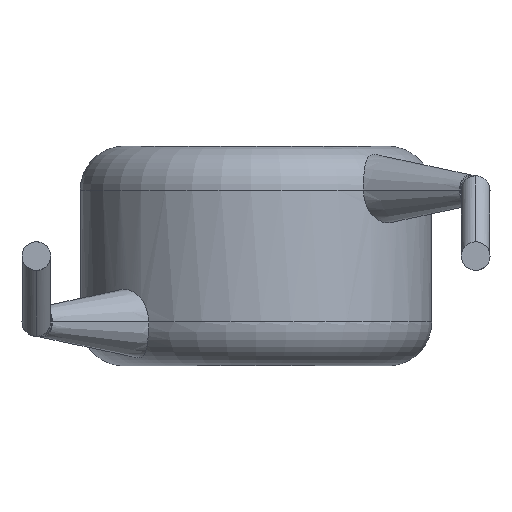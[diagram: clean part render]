
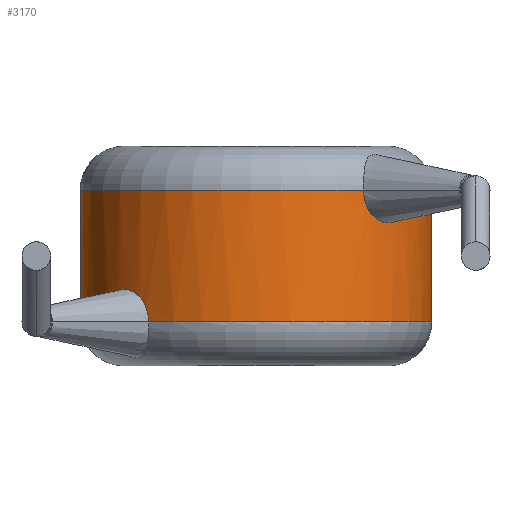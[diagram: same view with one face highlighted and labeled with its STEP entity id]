
A CAD part, front view. The second image highlights one B-rep face of the part: STEP entity #3170.
In plain terms, the highlighted cylindrical face has radius 4 mm (diameter 8 mm), a partial arc.
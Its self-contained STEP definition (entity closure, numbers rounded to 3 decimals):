
#2 = CARTESIAN_POINT ( 'NONE',  ( 3.124, -2.5, 3.274 ) ) ;
#13 = CARTESIAN_POINT ( 'NONE',  ( 2.458, -3.156, 3.803 ) ) ;
#46 = DIRECTION ( 'NONE',  ( 1., 0., 0. ) ) ;
#53 = CARTESIAN_POINT ( 'NONE',  ( -3.444, -2.035, 1.199 ) ) ;
#85 = ORIENTED_EDGE ( 'NONE', *, *, #3837, .F. ) ;
#97 = CIRCLE ( 'NONE', #2957, 4. ) ;
#175 = ORIENTED_EDGE ( 'NONE', *, *, #3350, .T. ) ;
#254 = B_SPLINE_CURVE_WITH_KNOTS ( 'NONE', 3,
 ( #2672, #2367, #1667, #3354, #2354, #407, #3944, #722, #386, #2380, #1722, #1401, #53, #1392 ),
 .UNSPECIFIED., .F., .F.,
 ( 4, 2, 2, 2, 2, 2, 4 ),
 ( 0., 0., 0.001, 0.001, 0.001, 0.002, 0.002 ),
 .UNSPECIFIED. ) ;
#328 = CARTESIAN_POINT ( 'NONE',  ( 2.442, -3.168, 4. ) ) ;
#386 = CARTESIAN_POINT ( 'NONE',  ( -3.124, -2.5, 1.726 ) ) ;
#407 = CARTESIAN_POINT ( 'NONE',  ( -2.724, -2.932, 1.665 ) ) ;
#427 = CYLINDRICAL_SURFACE ( 'NONE', #2748, 4. ) ;
#509 = CARTESIAN_POINT ( 'NONE',  ( 2.442, -3.168, 4. ) ) ;
#579 = AXIS2_PLACEMENT_3D ( 'NONE', #3335, #726, #3041 ) ;
#586 = CARTESIAN_POINT ( 'NONE',  ( -2.442, -3.168, 1. ) ) ;
#591 = DIRECTION ( 'NONE',  ( -1., 0., 0. ) ) ;
#618 = VERTEX_POINT ( 'NONE', #509 ) ;
#648 = CIRCLE ( 'NONE', #1122, 4. ) ;
#677 = CARTESIAN_POINT ( 'NONE',  ( 3.402, -2.108, 3.609 ) ) ;
#688 = CARTESIAN_POINT ( 'NONE',  ( 3.444, -2.035, 3.801 ) ) ;
#722 = CARTESIAN_POINT ( 'NONE',  ( -3.062, -2.576, 1.745 ) ) ;
#726 = DIRECTION ( 'NONE',  ( 0., 0., -1. ) ) ;
#776 = EDGE_CURVE ( 'NONE', #3212, #1988, #254, .T. ) ;
#833 = CARTESIAN_POINT ( 'NONE',  ( 4., 0., 4. ) ) ;
#853 = VERTEX_POINT ( 'NONE', #4049 ) ;
#861 = CARTESIAN_POINT ( 'NONE',  ( 4., 0., 5. ) ) ;
#990 = CARTESIAN_POINT ( 'NONE',  ( 2.867, -2.797, 3.255 ) ) ;
#1122 = AXIS2_PLACEMENT_3D ( 'NONE', #1291, #4247, #2633 ) ;
#1150 = DIRECTION ( 'NONE',  ( 0., 0., -1. ) ) ;
#1221 = CIRCLE ( 'NONE', #579, 4. ) ;
#1238 = EDGE_CURVE ( 'NONE', #3267, #1988, #97, .T. ) ;
#1290 = B_SPLINE_CURVE_WITH_KNOTS ( 'NONE', 3,
 ( #328, #2635, #13, #2976, #3602, #3613, #990, #2627, #2, #2609, #4240, #677, #688, #3290 ),
 .UNSPECIFIED., .F., .F.,
 ( 4, 2, 2, 2, 2, 2, 4 ),
 ( 0., 0., 0.001, 0.001, 0.001, 0.002, 0.002 ),
 .UNSPECIFIED. ) ;
#1291 = CARTESIAN_POINT ( 'NONE',  ( 0., 0., 4. ) ) ;
#1392 = CARTESIAN_POINT ( 'NONE',  ( -3.444, -2.035, 1. ) ) ;
#1401 = CARTESIAN_POINT ( 'NONE',  ( -3.402, -2.108, 1.391 ) ) ;
#1488 = DIRECTION ( 'NONE',  ( 0., 0., -1. ) ) ;
#1492 = AXIS2_PLACEMENT_3D ( 'NONE', #2359, #3013, #46 ) ;
#1590 = ORIENTED_EDGE ( 'NONE', *, *, #3979, .T. ) ;
#1610 = CARTESIAN_POINT ( 'NONE',  ( 4., 0., 1. ) ) ;
#1612 = VERTEX_POINT ( 'NONE', #2528 ) ;
#1667 = CARTESIAN_POINT ( 'NONE',  ( -2.458, -3.156, 1.197 ) ) ;
#1711 = EDGE_CURVE ( 'NONE', #1758, #4191, #1980, .T. ) ;
#1722 = CARTESIAN_POINT ( 'NONE',  ( -3.283, -2.286, 1.598 ) ) ;
#1758 = VERTEX_POINT ( 'NONE', #833 ) ;
#1857 = CARTESIAN_POINT ( 'NONE',  ( 0., 0., 1. ) ) ;
#1980 = LINE ( 'NONE', #861, #3275 ) ;
#1988 = VERTEX_POINT ( 'NONE', #2330 ) ;
#2165 = CARTESIAN_POINT ( 'NONE',  ( -4., 0., 1. ) ) ;
#2236 = EDGE_CURVE ( 'NONE', #1758, #1612, #648, .T. ) ;
#2237 = ORIENTED_EDGE ( 'NONE', *, *, #1711, .F. ) ;
#2330 = CARTESIAN_POINT ( 'NONE',  ( -3.444, -2.035, 1. ) ) ;
#2354 = CARTESIAN_POINT ( 'NONE',  ( -2.564, -3.071, 1.46 ) ) ;
#2359 = CARTESIAN_POINT ( 'NONE',  ( 0., 0., 1. ) ) ;
#2367 = CARTESIAN_POINT ( 'NONE',  ( -2.442, -3.168, 1.099 ) ) ;
#2380 = CARTESIAN_POINT ( 'NONE',  ( -3.235, -2.354, 1.652 ) ) ;
#2414 = ORIENTED_EDGE ( 'NONE', *, *, #776, .F. ) ;
#2460 = CARTESIAN_POINT ( 'NONE',  ( -4., 0., 5. ) ) ;
#2528 = CARTESIAN_POINT ( 'NONE',  ( 3.444, -2.035, 4. ) ) ;
#2609 = CARTESIAN_POINT ( 'NONE',  ( 3.235, -2.354, 3.348 ) ) ;
#2627 = CARTESIAN_POINT ( 'NONE',  ( 3.062, -2.576, 3.255 ) ) ;
#2633 = DIRECTION ( 'NONE',  ( 1., 0., 0. ) ) ;
#2635 = CARTESIAN_POINT ( 'NONE',  ( 2.442, -3.168, 3.901 ) ) ;
#2672 = CARTESIAN_POINT ( 'NONE',  ( -2.442, -3.168, 1. ) ) ;
#2748 = AXIS2_PLACEMENT_3D ( 'NONE', #3949, #1488, #591 ) ;
#2815 = ORIENTED_EDGE ( 'NONE', *, *, #3586, .T. ) ;
#2828 = DIRECTION ( 'NONE',  ( 0., 0., 1. ) ) ;
#2957 = AXIS2_PLACEMENT_3D ( 'NONE', #1857, #2828, #3214 ) ;
#2976 = CARTESIAN_POINT ( 'NONE',  ( 2.52, -3.107, 3.622 ) ) ;
#3004 = FACE_OUTER_BOUND ( 'NONE', #3034, .T. ) ;
#3013 = DIRECTION ( 'NONE',  ( 0., 0., 1. ) ) ;
#3034 = EDGE_LOOP ( 'NONE', ( #2237, #3583, #85, #1590, #2815, #3633, #2414, #175 ) ) ;
#3041 = DIRECTION ( 'NONE',  ( 1., 0., 0. ) ) ;
#3170 = ADVANCED_FACE ( 'NONE', ( #3004 ), #427, .T. ) ;
#3212 = VERTEX_POINT ( 'NONE', #586 ) ;
#3214 = DIRECTION ( 'NONE',  ( 1., 0., 0. ) ) ;
#3267 = VERTEX_POINT ( 'NONE', #2165 ) ;
#3275 = VECTOR ( 'NONE', #1150, 1000. ) ;
#3290 = CARTESIAN_POINT ( 'NONE',  ( 3.444, -2.035, 4. ) ) ;
#3335 = CARTESIAN_POINT ( 'NONE',  ( 0., 0., 4. ) ) ;
#3350 = EDGE_CURVE ( 'NONE', #3212, #4191, #3487, .T. ) ;
#3354 = CARTESIAN_POINT ( 'NONE',  ( -2.52, -3.107, 1.378 ) ) ;
#3487 = CIRCLE ( 'NONE', #1492, 4. ) ;
#3583 = ORIENTED_EDGE ( 'NONE', *, *, #2236, .T. ) ;
#3586 = EDGE_CURVE ( 'NONE', #853, #3267, #3906, .T. ) ;
#3602 = CARTESIAN_POINT ( 'NONE',  ( 2.564, -3.071, 3.54 ) ) ;
#3613 = CARTESIAN_POINT ( 'NONE',  ( 2.724, -2.932, 3.335 ) ) ;
#3633 = ORIENTED_EDGE ( 'NONE', *, *, #1238, .T. ) ;
#3837 = EDGE_CURVE ( 'NONE', #618, #1612, #1290, .T. ) ;
#3866 = DIRECTION ( 'NONE',  ( 0., 0., -1. ) ) ;
#3906 = LINE ( 'NONE', #2460, #4166 ) ;
#3944 = CARTESIAN_POINT ( 'NONE',  ( -2.867, -2.797, 1.745 ) ) ;
#3949 = CARTESIAN_POINT ( 'NONE',  ( 0., 0., 5. ) ) ;
#3979 = EDGE_CURVE ( 'NONE', #618, #853, #1221, .T. ) ;
#4049 = CARTESIAN_POINT ( 'NONE',  ( -4., 0., 4. ) ) ;
#4166 = VECTOR ( 'NONE', #3866, 1000. ) ;
#4191 = VERTEX_POINT ( 'NONE', #1610 ) ;
#4240 = CARTESIAN_POINT ( 'NONE',  ( 3.283, -2.286, 3.402 ) ) ;
#4247 = DIRECTION ( 'NONE',  ( 0., 0., -1. ) ) ;
